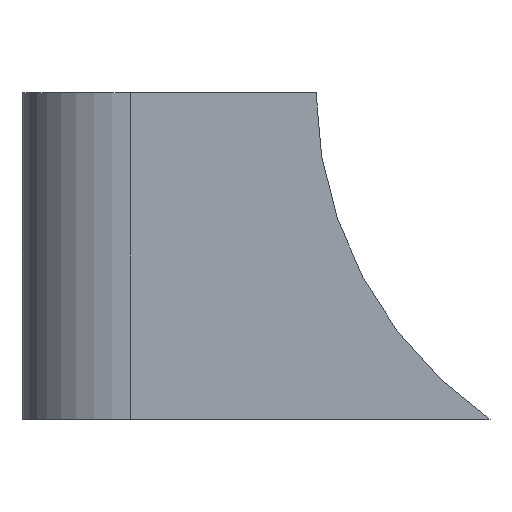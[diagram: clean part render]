
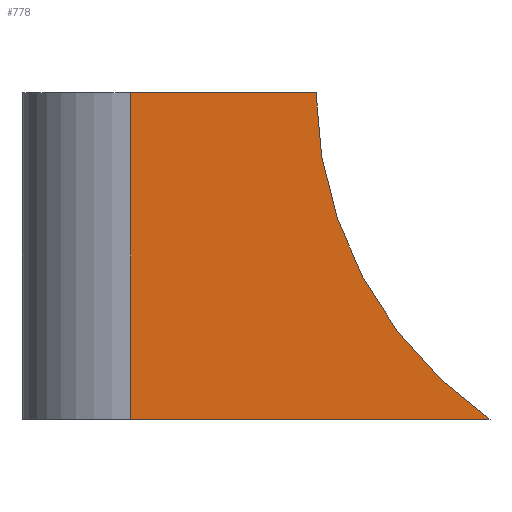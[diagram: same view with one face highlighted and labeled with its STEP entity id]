
A CAD part, front view. The second image highlights one B-rep face of the part: STEP entity #778.
In plain terms, the highlighted planar face has unit normal (0, -1, 0).
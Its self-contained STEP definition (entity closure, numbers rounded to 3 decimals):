
#26=CIRCLE('',#827,11.);
#75=FACE_OUTER_BOUND('',#119,.T.);
#119=EDGE_LOOP('',(#688,#689,#690,#691));
#185=LINE('',#1200,#279);
#193=LINE('',#1225,#287);
#197=LINE('',#1231,#291);
#279=VECTOR('',#969,10.);
#287=VECTOR('',#991,10.);
#291=VECTOR('',#997,10.);
#362=VERTEX_POINT('',#1196);
#364=VERTEX_POINT('',#1199);
#368=VERTEX_POINT('',#1210);
#374=VERTEX_POINT('',#1223);
#451=EDGE_CURVE('',#364,#362,#185,.T.);
#458=EDGE_CURVE('',#362,#368,#26,.T.);
#464=EDGE_CURVE('',#368,#374,#193,.T.);
#468=EDGE_CURVE('',#364,#374,#197,.T.);
#688=ORIENTED_EDGE('',*,*,#468,.F.);
#689=ORIENTED_EDGE('',*,*,#451,.T.);
#690=ORIENTED_EDGE('',*,*,#458,.T.);
#691=ORIENTED_EDGE('',*,*,#464,.T.);
#739=PLANE('',#846);
#778=ADVANCED_FACE('',(#75),#739,.T.);
#827=AXIS2_PLACEMENT_3D('',#1212,#980,#981);
#846=AXIS2_PLACEMENT_3D('',#1274,#1046,#1047);
#969=DIRECTION('',(1.,0.,0.));
#980=DIRECTION('center_axis',(0.,1.,0.));
#981=DIRECTION('ref_axis',(0.,0.,-1.));
#991=DIRECTION('',(-1.,0.,0.));
#997=DIRECTION('',(0.,0.,1.));
#1046=DIRECTION('center_axis',(0.,-1.,0.));
#1047=DIRECTION('ref_axis',(1.,0.,0.));
#1196=CARTESIAN_POINT('',(-6.093,-52.5,5.));
#1199=CARTESIAN_POINT('',(-16.,-52.5,5.));
#1200=CARTESIAN_POINT('',(-12.5,-52.5,5.));
#1210=CARTESIAN_POINT('',(-10.891,-52.5,14.));
#1212=CARTESIAN_POINT('Origin',(0.109,-52.5,14.085));
#1223=CARTESIAN_POINT('',(-16.,-52.5,14.));
#1225=CARTESIAN_POINT('',(-12.5,-52.5,14.));
#1231=CARTESIAN_POINT('',(-16.,-52.5,7.5));
#1274=CARTESIAN_POINT('Origin',(-25.,-52.5,0.));
